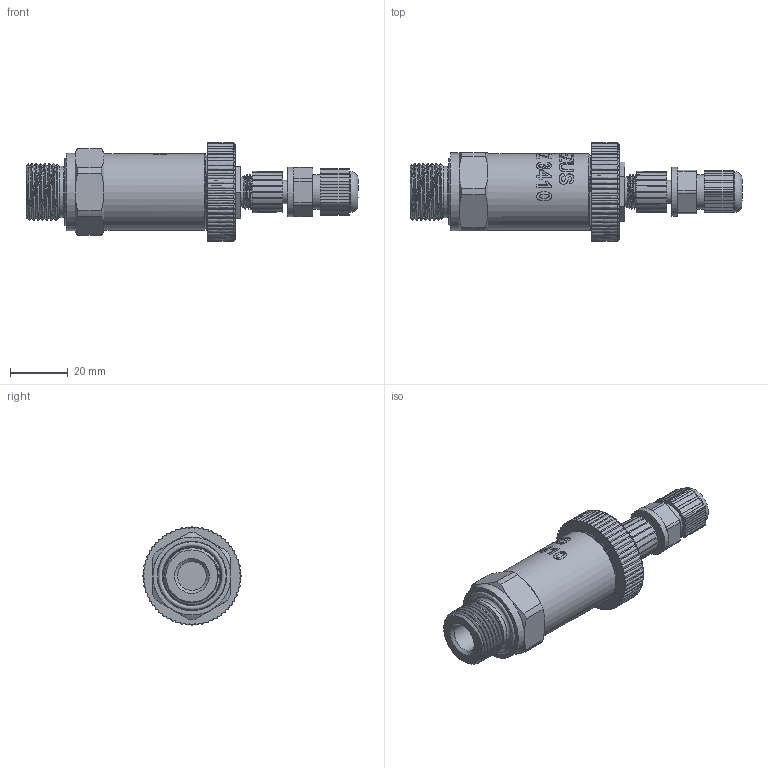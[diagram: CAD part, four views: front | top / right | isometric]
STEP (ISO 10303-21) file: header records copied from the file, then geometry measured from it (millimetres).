
FILE_DESCRIPTION(/* description */ (''),/* implementation_level */ '2;1');
FILE_NAME(/* name */ 'APZ3410_14_M12x1-straight.step',/* time_stamp */ '2021-06-17T12:48:02+03:00',/* author */ (''),/* organization */ (''),/* preprocessor_version */ 'ST-DEVELOPER v18.1',/* originating_system */ 'Autodesk Translation Framework v10.9.0.1377',/* authorisation */ '');
FILE_SCHEMA (('AUTOMOTIVE_DESIGN { 1 0 10303 214 3 1 1 }'));
Products named in the file (7): APZ3410_x_y; OMAL nut M27x1.5 v8; M12x1 male v16; Ш100.000.002 v4; M12x1 female straight v9; Shell; M20x1,5 DIN OPEN PORT PVC PVDF
Assembly tree (6 placements, depth 2):
  APZ3410_x_y
    OMAL nut M27x1.5 v8
    M12x1 male v16
    Ш100.000.002 v4
    M12x1 female straight v9
    Shell
    M20x1,5 DIN OPEN PORT PVC PVDF
Bounding box: 115.01 x 34 x 34 mm (x, y, z)
Volume: 46339.7 mm3; surface area: 26891.3 mm2
Topology: 18 solids, 18 shells, 983 faces, 2719 edges, 1814 vertices
Faces by surface type: bspline 457, plane 271, cylinder 185, cone 55, torus 15
Full cylindrical faces by diameter (mm): 1 x12, 1.5 x4, 7.3 x1, 8 x3, 8.2 x1, 10 x1, 10.293 x1, 10.6 x2, 10.741 x6, 11.884 x5, 12 x1, 14 x2, 14.137 x4, 14.526 x3, 15.85 x3, 16.203 x3, 17 x1, 17.8 x1, 18.137 x6, 19.85 x5, 20.5 x1, 21.4 x2, 22.3 x1, 22.4 x2, 23.7 x1, 24.035 x6, 24.5 x1, 24.884 x4, 25.132 x4, 25.157 x6
Entity records: 60116 total; most frequent: CARTESIAN_POINT 38533, ORIENTED_EDGE 5438, DIRECTION 2813, EDGE_CURVE 2719, VERTEX_POINT 1814, B_SPLINE_CURVE_WITH_KNOTS 1272, EDGE_LOOP 1045, LINE 991
